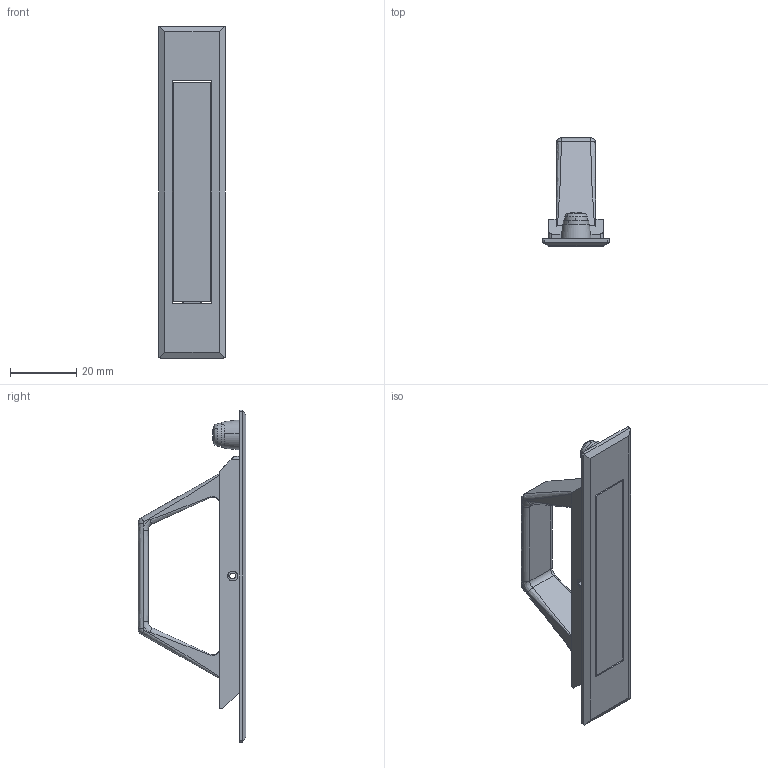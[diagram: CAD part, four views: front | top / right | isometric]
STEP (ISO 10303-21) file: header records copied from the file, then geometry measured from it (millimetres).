
FILE_DESCRIPTION((''),'2;1');
FILE_NAME('','2005-10-12T14:16:59',(''),(''),'','CADfix','');
FILE_SCHEMA(('AUTOMOTIVE_DESIGN'));
Length unit declared in the file: millimetre
Products named in the file (6): screw; pull; pin; bracket; base; THA_236_3_25706_36
Assembly tree (5 placements, depth 2):
  THA_236_3_25706_36
    screw
    pull
    pin
    bracket
    base
Bounding box: 20 x 32.5 x 100 mm (x, y, z)
Volume: 12886.1 mm3; surface area: 11808 mm2
Topology: 5 solids, 5 shells, 170 faces, 476 edges, 320 vertices
Faces by surface type: bspline 170
Entity records: 6386 total; most frequent: CARTESIAN_POINT 3534, ORIENTED_EDGE 952, EDGE_CURVE 476, VERTEX_POINT 320, QUASI_UNIFORM_CURVE 238, EDGE_LOOP 190, FACE_OUTER_BOUND 170, ADVANCED_FACE 170
